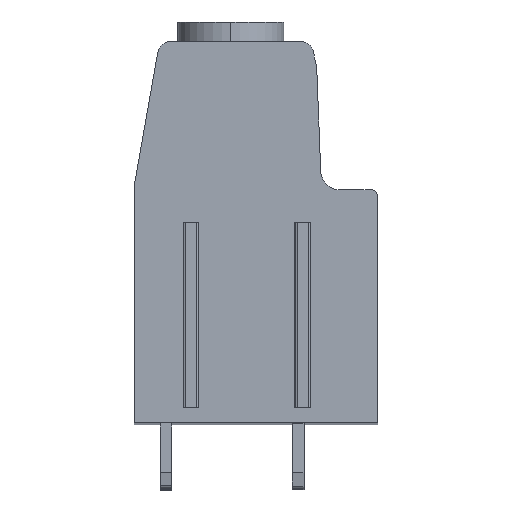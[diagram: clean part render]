
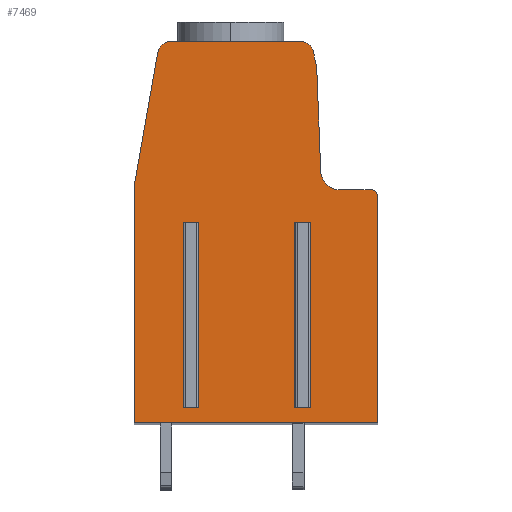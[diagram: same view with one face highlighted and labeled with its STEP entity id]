
A CAD part, top view. The second image highlights one B-rep face of the part: STEP entity #7469.
In plain terms, the highlighted planar face has unit normal (0, 0, 1).
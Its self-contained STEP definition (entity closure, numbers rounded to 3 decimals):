
#1068=CARTESIAN_POINT('',(3.429,13.65,5.08));
#1069=DIRECTION('',(0.,0.,1.));
#1070=DIRECTION('',(0.978,0.208,0.));
#1071=AXIS2_PLACEMENT_3D('',#1068,#1069,#1070);
#1073=DIRECTION('',(-0.208,0.978,0.));
#1074=VECTOR('',#1073,0.978);
#1075=CARTESIAN_POINT('',(4.611,12.902,5.08));
#1076=LINE('',#1075,#1074);
#1077=CARTESIAN_POINT('',(1.676,12.278,5.08));
#1078=DIRECTION('',(0.,0.,1.));
#1079=DIRECTION('',(0.999,0.038,0.));
#1080=AXIS2_PLACEMENT_3D('',#1077,#1078,#1079);
#1082=DIRECTION('',(-0.038,0.999,0.));
#1083=VECTOR('',#1082,7.706);
#1084=CARTESIAN_POINT('',(4.97,4.692,5.08));
#1085=LINE('',#1084,#1083);
#1086=CARTESIAN_POINT('',(6.469,4.75,5.08));
#1087=DIRECTION('',(0.,0.,-1.));
#1088=DIRECTION('',(0.,-1.,0.));
#1089=AXIS2_PLACEMENT_3D('',#1086,#1087,#1088);
#1091=DIRECTION('',(-1.,0.,0.));
#1092=VECTOR('',#1091,2.381);
#1093=CARTESIAN_POINT('',(8.85,3.25,5.08));
#1094=LINE('',#1093,#1092);
#1095=CARTESIAN_POINT('',(8.85,2.75,5.08));
#1096=DIRECTION('',(0.,0.,1.));
#1097=DIRECTION('',(1.,0.,0.));
#1098=AXIS2_PLACEMENT_3D('',#1095,#1096,#1097);
#1100=DIRECTION('',(0.,1.,0.));
#1101=VECTOR('',#1100,17.4);
#1102=CARTESIAN_POINT('',(9.35,-14.65,5.08));
#1103=LINE('',#1102,#1101);
#1104=DIRECTION('',(1.,0.,0.));
#1105=VECTOR('',#1104,18.7);
#1106=CARTESIAN_POINT('',(-9.35,-14.65,5.08));
#1107=LINE('',#1106,#1105);
#1108=DIRECTION('',(0.,-1.,0.));
#1109=VECTOR('',#1108,18.25);
#1110=CARTESIAN_POINT('',(-9.35,3.6,5.08));
#1111=LINE('',#1110,#1109);
#1112=DIRECTION('',(-0.174,-0.985,0.));
#1113=VECTOR('',#1112,10.381);
#1114=CARTESIAN_POINT('',(-7.547,13.824,5.08));
#1115=LINE('',#1114,#1113);
#1116=CARTESIAN_POINT('',(-6.562,13.65,5.08));
#1117=DIRECTION('',(0.,0.,1.));
#1118=DIRECTION('',(0.,1.,0.));
#1119=AXIS2_PLACEMENT_3D('',#1116,#1117,#1118);
#1121=DIRECTION('',(-1.,0.,0.));
#1122=VECTOR('',#1121,9.992);
#1123=CARTESIAN_POINT('',(3.429,14.65,5.08));
#1124=LINE('',#1123,#1122);
#1125=DIRECTION('',(1.,0.,0.));
#1126=VECTOR('',#1125,0.65);
#1127=CARTESIAN_POINT('',(-5.325,0.75,5.08));
#1128=LINE('',#1127,#1126);
#1129=DIRECTION('',(0.,1.,0.));
#1130=VECTOR('',#1129,14.25);
#1131=CARTESIAN_POINT('',(-5.325,-13.5,5.08));
#1132=LINE('',#1131,#1130);
#1133=DIRECTION('',(1.,0.,0.));
#1134=VECTOR('',#1133,0.65);
#1135=CARTESIAN_POINT('',(-5.325,-13.5,5.08));
#1136=LINE('',#1135,#1134);
#1137=DIRECTION('',(0.,1.,0.));
#1138=VECTOR('',#1137,14.25);
#1139=CARTESIAN_POINT('',(-4.675,-13.5,5.08));
#1140=LINE('',#1139,#1138);
#1141=DIRECTION('',(1.,0.,0.));
#1142=VECTOR('',#1141,0.65);
#1143=CARTESIAN_POINT('',(3.275,0.75,5.08));
#1144=LINE('',#1143,#1142);
#1145=DIRECTION('',(0.,1.,0.));
#1146=VECTOR('',#1145,14.25);
#1147=CARTESIAN_POINT('',(3.275,-13.5,5.08));
#1148=LINE('',#1147,#1146);
#1149=DIRECTION('',(1.,0.,0.));
#1150=VECTOR('',#1149,0.65);
#1151=CARTESIAN_POINT('',(3.275,-13.5,5.08));
#1152=LINE('',#1151,#1150);
#1153=DIRECTION('',(0.,1.,0.));
#1154=VECTOR('',#1153,14.25);
#1155=CARTESIAN_POINT('',(3.925,-13.5,5.08));
#1156=LINE('',#1155,#1154);
#4955=CARTESIAN_POINT('',(-6.562,14.65,5.08));
#4956=CARTESIAN_POINT('',(-7.547,13.824,5.08));
#4957=VERTEX_POINT('',#4955);
#4958=VERTEX_POINT('',#4956);
#4959=CARTESIAN_POINT('',(-9.35,3.6,5.08));
#4960=VERTEX_POINT('',#4959);
#4961=CARTESIAN_POINT('',(-9.35,-14.65,5.08));
#4962=VERTEX_POINT('',#4961);
#4963=CARTESIAN_POINT('',(9.35,-14.65,5.08));
#4964=VERTEX_POINT('',#4963);
#4965=CARTESIAN_POINT('',(6.469,3.25,5.08));
#4966=CARTESIAN_POINT('',(4.97,4.692,5.08));
#4967=VERTEX_POINT('',#4965);
#4968=VERTEX_POINT('',#4966);
#4975=CARTESIAN_POINT('',(4.408,13.858,5.08));
#4976=VERTEX_POINT('',#4975);
#4977=CARTESIAN_POINT('',(3.429,14.65,5.08));
#4978=VERTEX_POINT('',#4977);
#4983=CARTESIAN_POINT('',(4.674,12.393,5.08));
#4984=VERTEX_POINT('',#4983);
#4985=CARTESIAN_POINT('',(4.611,12.902,5.08));
#4986=VERTEX_POINT('',#4985);
#4991=CARTESIAN_POINT('',(9.35,2.75,5.08));
#4992=VERTEX_POINT('',#4991);
#4993=CARTESIAN_POINT('',(8.85,3.25,5.08));
#4994=VERTEX_POINT('',#4993);
#5075=CARTESIAN_POINT('',(-5.325,0.75,5.08));
#5076=CARTESIAN_POINT('',(-4.675,0.75,5.08));
#5077=VERTEX_POINT('',#5075);
#5078=VERTEX_POINT('',#5076);
#5079=CARTESIAN_POINT('',(3.275,0.75,5.08));
#5080=CARTESIAN_POINT('',(3.925,0.75,5.08));
#5081=VERTEX_POINT('',#5079);
#5082=VERTEX_POINT('',#5080);
#5083=CARTESIAN_POINT('',(3.925,-13.5,5.08));
#5084=VERTEX_POINT('',#5083);
#5085=CARTESIAN_POINT('',(3.275,-13.5,5.08));
#5086=VERTEX_POINT('',#5085);
#5087=CARTESIAN_POINT('',(-4.675,-13.5,5.08));
#5088=VERTEX_POINT('',#5087);
#5089=CARTESIAN_POINT('',(-5.325,-13.5,5.08));
#5090=VERTEX_POINT('',#5089);
#7429=CARTESIAN_POINT('',(0.,0.,5.08));
#7430=DIRECTION('',(0.,0.,1.));
#7431=DIRECTION('',(1.,0.,0.));
#7432=AXIS2_PLACEMENT_3D('',#7429,#7430,#7431);
#7433=PLANE('',#7432);
#7434=ORIENTED_EDGE('',*,*,#7110,.F.);
#7435=ORIENTED_EDGE('',*,*,#7125,.F.);
#7436=ORIENTED_EDGE('',*,*,#7138,.F.);
#7437=ORIENTED_EDGE('',*,*,#7153,.F.);
#7438=ORIENTED_EDGE('',*,*,#7166,.F.);
#7439=ORIENTED_EDGE('',*,*,#7179,.F.);
#7440=ORIENTED_EDGE('',*,*,#7194,.F.);
#7441=ORIENTED_EDGE('',*,*,#7208,.F.);
#7442=ORIENTED_EDGE('',*,*,#6663,.F.);
#7443=ORIENTED_EDGE('',*,*,#7000,.F.);
#7444=ORIENTED_EDGE('',*,*,#7014,.F.);
#7445=ORIENTED_EDGE('',*,*,#7028,.F.);
#7446=ORIENTED_EDGE('',*,*,#7041,.F.);
#7447=EDGE_LOOP('',(#7434,#7435,#7436,#7437,#7438,#7439,#7440,#7441,#7442,#7443,
#7444,#7445,#7446));
#7448=FACE_OUTER_BOUND('',#7447,.F.);
#7450=ORIENTED_EDGE('',*,*,#7449,.F.);
#7452=ORIENTED_EDGE('',*,*,#7451,.F.);
#7454=ORIENTED_EDGE('',*,*,#7453,.T.);
#7456=ORIENTED_EDGE('',*,*,#7455,.T.);
#7457=EDGE_LOOP('',(#7450,#7452,#7454,#7456));
#7458=FACE_BOUND('',#7457,.F.);
#7460=ORIENTED_EDGE('',*,*,#7459,.F.);
#7462=ORIENTED_EDGE('',*,*,#7461,.F.);
#7464=ORIENTED_EDGE('',*,*,#7463,.T.);
#7466=ORIENTED_EDGE('',*,*,#7465,.T.);
#7467=EDGE_LOOP('',(#7460,#7462,#7464,#7466));
#7468=FACE_BOUND('',#7467,.F.);
#1072=CIRCLE('',#1071,1.);
#1081=CIRCLE('',#1080,3.);
#1090=CIRCLE('',#1089,1.5);
#1099=CIRCLE('',#1098,0.5);
#1120=CIRCLE('',#1119,1.);
#6663=EDGE_CURVE('',#4962,#4964,#1107,.T.);
#7000=EDGE_CURVE('',#4960,#4962,#1111,.T.);
#7014=EDGE_CURVE('',#4958,#4960,#1115,.T.);
#7028=EDGE_CURVE('',#4957,#4958,#1120,.T.);
#7041=EDGE_CURVE('',#4978,#4957,#1124,.T.);
#7110=EDGE_CURVE('',#4976,#4978,#1072,.T.);
#7125=EDGE_CURVE('',#4986,#4976,#1076,.T.);
#7138=EDGE_CURVE('',#4984,#4986,#1081,.T.);
#7153=EDGE_CURVE('',#4968,#4984,#1085,.T.);
#7166=EDGE_CURVE('',#4967,#4968,#1090,.T.);
#7179=EDGE_CURVE('',#4994,#4967,#1094,.T.);
#7194=EDGE_CURVE('',#4992,#4994,#1099,.T.);
#7208=EDGE_CURVE('',#4964,#4992,#1103,.T.);
#7449=EDGE_CURVE('',#5077,#5078,#1128,.T.);
#7451=EDGE_CURVE('',#5090,#5077,#1132,.T.);
#7453=EDGE_CURVE('',#5090,#5088,#1136,.T.);
#7455=EDGE_CURVE('',#5088,#5078,#1140,.T.);
#7459=EDGE_CURVE('',#5081,#5082,#1144,.T.);
#7461=EDGE_CURVE('',#5086,#5081,#1148,.T.);
#7463=EDGE_CURVE('',#5086,#5084,#1152,.T.);
#7465=EDGE_CURVE('',#5084,#5082,#1156,.T.);
#7469=ADVANCED_FACE('',(#7448,#7458,#7468),#7433,.T.);
